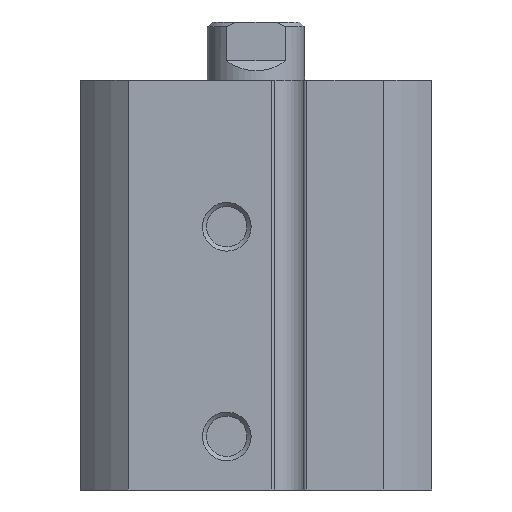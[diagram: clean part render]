
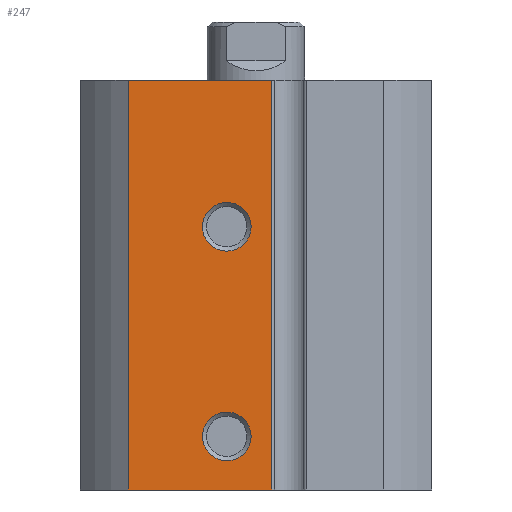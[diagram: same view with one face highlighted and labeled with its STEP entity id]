
A CAD part, left-side view. The second image highlights one B-rep face of the part: STEP entity #247.
In plain terms, the highlighted planar face has unit normal (-1, 0, 0).
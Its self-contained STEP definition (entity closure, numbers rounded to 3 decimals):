
#247 = ADVANCED_FACE( '', ( #494, #495, #496 ), #497, .T. );
#494 = FACE_BOUND( '', #853, .T. );
#495 = FACE_BOUND( '', #854, .T. );
#496 = FACE_OUTER_BOUND( '', #855, .T. );
#497 = PLANE( '', #856 );
#853 = EDGE_LOOP( '', ( #1690 ) );
#854 = EDGE_LOOP( '', ( #1691 ) );
#855 = EDGE_LOOP( '', ( #1692, #1693, #1694, #1695 ) );
#856 = AXIS2_PLACEMENT_3D( '', #1696, #1697, #1698 );
#1690 = ORIENTED_EDGE( '', *, *, #2294, .T. );
#1691 = ORIENTED_EDGE( '', *, *, #2295, .T. );
#1692 = ORIENTED_EDGE( '', *, *, #2170, .F. );
#1693 = ORIENTED_EDGE( '', *, *, #2233, .F. );
#1694 = ORIENTED_EDGE( '', *, *, #2105, .T. );
#1695 = ORIENTED_EDGE( '', *, *, #2293, .T. );
#1696 = CARTESIAN_POINT( '', ( -18., 13.079, -42. ) );
#1697 = DIRECTION( '', ( -1., 0., 0. ) );
#1698 = DIRECTION( '', ( 0., 0., 1. ) );
#2105 = EDGE_CURVE( '', #2447, #2448, #2449, .T. );
#2170 = EDGE_CURVE( '', #2577, #2578, #2579, .T. );
#2233 = EDGE_CURVE( '', #2447, #2577, #2702, .T. );
#2293 = EDGE_CURVE( '', #2448, #2578, #2762, .T. );
#2294 = EDGE_CURVE( '', #2763, #2763, #2764, .T. );
#2295 = EDGE_CURVE( '', #2765, #2765, #2766, .T. );
#2447 = VERTEX_POINT( '', #2971 );
#2448 = VERTEX_POINT( '', #2972 );
#2449 = LINE( '', #2973, #2974 );
#2577 = VERTEX_POINT( '', #3132 );
#2578 = VERTEX_POINT( '', #3133 );
#2579 = LINE( '', #3134, #3135 );
#2702 = LINE( '', #3289, #3290 );
#2762 = LINE( '', #3409, #3410 );
#2763 = VERTEX_POINT( '', #3411 );
#2764 = CIRCLE( '', #3412, 2.5 );
#2765 = VERTEX_POINT( '', #3413 );
#2766 = CIRCLE( '', #3414, 2.5 );
#2971 = CARTESIAN_POINT( '', ( -18., 13.079, -42. ) );
#2972 = CARTESIAN_POINT( '', ( -18., -1.6, -42. ) );
#2973 = CARTESIAN_POINT( '', ( -18., 13.079, -42. ) );
#2974 = VECTOR( '', #3680, 1000. );
#3132 = CARTESIAN_POINT( '', ( -18., 13.079, 0. ) );
#3133 = CARTESIAN_POINT( '', ( -18., -1.6, 0. ) );
#3134 = CARTESIAN_POINT( '', ( -18., 13.079, 0. ) );
#3135 = VECTOR( '', #3813, 1000. );
#3289 = CARTESIAN_POINT( '', ( -18., 13.079, -42. ) );
#3290 = VECTOR( '', #3938, 1000. );
#3409 = CARTESIAN_POINT( '', ( -18., -1.6, -42. ) );
#3410 = VECTOR( '', #3998, 1000. );
#3411 = CARTESIAN_POINT( '', ( -18., 3., -39. ) );
#3412 = AXIS2_PLACEMENT_3D( '', #3999, #4000, #4001 );
#3413 = CARTESIAN_POINT( '', ( -18., 3., -17.5 ) );
#3414 = AXIS2_PLACEMENT_3D( '', #4002, #4003, #4004 );
#3680 = DIRECTION( '', ( 0., -1., 0. ) );
#3813 = DIRECTION( '', ( 0., -1., 0. ) );
#3938 = DIRECTION( '', ( 0., 0., 1. ) );
#3998 = DIRECTION( '', ( 0., 0., 1. ) );
#3999 = CARTESIAN_POINT( '', ( -18., 3., -36.5 ) );
#4000 = DIRECTION( '', ( 1., 0., 0. ) );
#4001 = DIRECTION( '', ( 0., 0., -1. ) );
#4002 = CARTESIAN_POINT( '', ( -18., 3., -15. ) );
#4003 = DIRECTION( '', ( 1., 0., 0. ) );
#4004 = DIRECTION( '', ( 0., 0., -1. ) );
